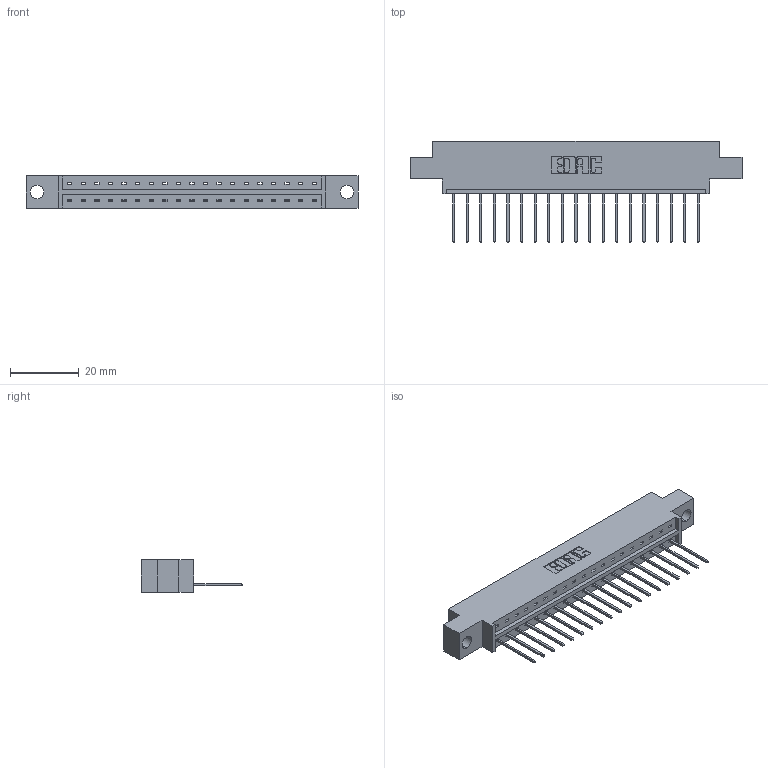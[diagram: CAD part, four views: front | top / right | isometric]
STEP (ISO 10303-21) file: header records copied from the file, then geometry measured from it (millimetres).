
FILE_DESCRIPTION (( 'STEP AP203' ), '1' );
FILE_NAME ('333-019-540-604.STEP', '2018-08-01T23:13:29', ( '' ), ( '' ), 'SwSTEP 2.0', 'SolidWorks 2016', '' );
FILE_SCHEMA (( 'CONFIG_CONTROL_DESIGN' ));
Length unit declared in the file: inch
Products named in the file (3): 333 Part_Offset - .156 Dia - TH; 345-292-001_345-293-140; 333-019-540-604
Assembly tree (20 placements, depth 2):
  333-019-540-604
    333 Part_Offset - .156 Dia - TH
    345-292-001_345-293-140  x19
Bounding box: 96.82 x 29.47 x 9.4 mm (x, y, z)
Volume: 9255.6 mm3; surface area: 10049.3 mm2
Topology: 20 solids, 20 shells, 1220 faces, 3667 edges, 2418 vertices
Faces by surface type: plane 872, cylinder 348
Entity records: 14743 total; most frequent: CARTESIAN_POINT 2555, ORIENTED_EDGE 2510, DIRECTION 2201, EDGE_CURVE 1255, LINE 1127, VECTOR 1127, VERTEX_POINT 834, AXIS2_PLACEMENT_3D 537
